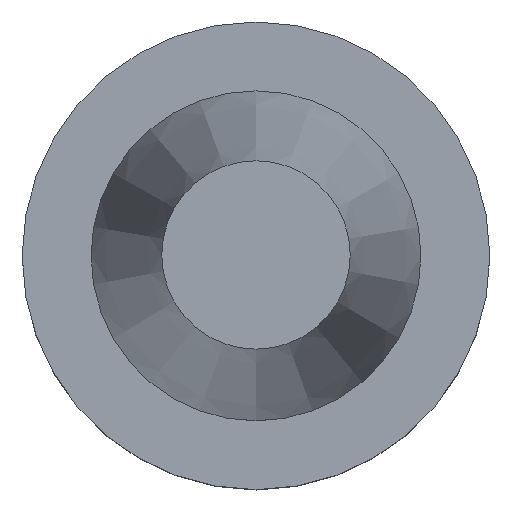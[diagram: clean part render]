
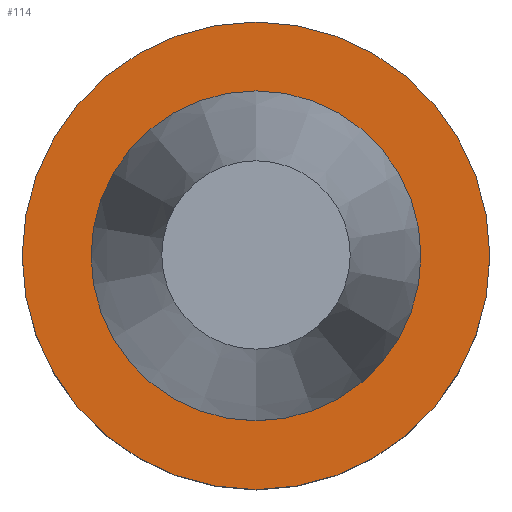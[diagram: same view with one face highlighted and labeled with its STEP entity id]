
A CAD part, top view. The second image highlights one B-rep face of the part: STEP entity #114.
In plain terms, the highlighted planar face has unit normal (0, 0, 1).
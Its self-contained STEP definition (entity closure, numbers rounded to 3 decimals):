
#114=ADVANCED_FACE('Unnamed[1]',(#248,#249),#250,.T.);
#125=EDGE_CURVE('Unnamed[1]',#266,#266,#267,.T.);
#127=EDGE_CURVE('Unnamed[1]',#269,#269,#270,.T.);
#248=FACE_OUTER_BOUND('',#410,.T.);
#249=FACE_BOUND('',#411,.T.);
#250=PLANE('',#412);
#266=VERTEX_POINT('',#433);
#267=CIRCLE('',#434,31.5);
#269=VERTEX_POINT('',#437);
#270=CIRCLE('',#438,22.225);
#410=EDGE_LOOP('',(#568));
#411=EDGE_LOOP('',(#569));
#412=AXIS2_PLACEMENT_3D('',#570,#571,#572);
#433=CARTESIAN_POINT('',(0.,31.5,-1.));
#434=AXIS2_PLACEMENT_3D('',#588,#589,#590);
#437=CARTESIAN_POINT('',(0.,22.225,-1.));
#438=AXIS2_PLACEMENT_3D('',#591,#592,#593);
#568=ORIENTED_EDGE('',*,*,#125,.F.);
#569=ORIENTED_EDGE('',*,*,#127,.T.);
#570=CARTESIAN_POINT('',(0.,26.862,-1.));
#571=DIRECTION('',(0.,0.,1.0));
#572=DIRECTION('',(0.,-1.0,0.));
#588=CARTESIAN_POINT('',(0.,0.,-1.));
#589=DIRECTION('',(0.,0.,-1.0));
#590=DIRECTION('',(0.,1.0,0.));
#591=CARTESIAN_POINT('',(0.,0.,-1.));
#592=DIRECTION('',(0.,0.,-1.0));
#593=DIRECTION('',(0.,1.0,0.));
